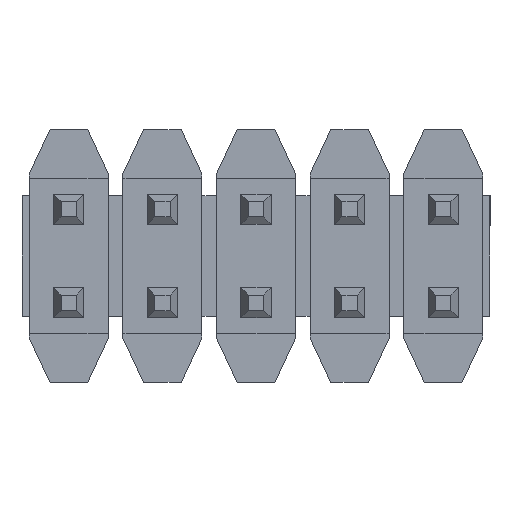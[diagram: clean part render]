
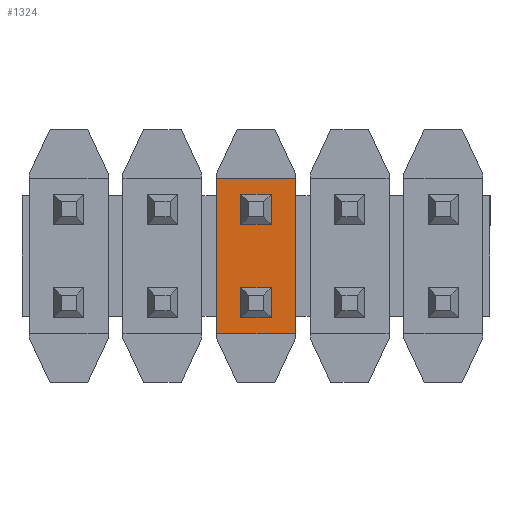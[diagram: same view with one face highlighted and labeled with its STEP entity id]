
A CAD part, front view. The second image highlights one B-rep face of the part: STEP entity #1324.
In plain terms, the highlighted planar face has unit normal (0, -1, 0).
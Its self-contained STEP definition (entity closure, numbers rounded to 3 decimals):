
#12 = EDGE_LOOP ( 'NONE', ( #1923, #3943, #3907, #306 ) ) ;
#26 = DIRECTION ( 'NONE',  ( 1., 0., 0. ) ) ;
#65 = PLANE ( 'NONE',  #1361 ) ;
#81 = CARTESIAN_POINT ( 'NONE',  ( 0.205, 0.25, -0.43 ) ) ;
#170 = CARTESIAN_POINT ( 'NONE',  ( -0.205, 0.25, -1.055 ) ) ;
#186 = VERTEX_POINT ( 'NONE', #2801 ) ;
#306 = ORIENTED_EDGE ( 'NONE', *, *, #3153, .F. ) ;
#337 = VERTEX_POINT ( 'NONE', #3873 ) ;
#432 = LINE ( 'NONE', #3553, #4442 ) ;
#437 = VERTEX_POINT ( 'NONE', #4217 ) ;
#451 = VECTOR ( 'NONE', #2191, 1000. ) ;
#475 = FACE_OUTER_BOUND ( 'NONE', #12, .T. ) ;
#524 = CARTESIAN_POINT ( 'NONE',  ( -0.205, 0.25, -0.84 ) ) ;
#771 = DIRECTION ( 'NONE',  ( 0., 0., 1. ) ) ;
#793 = EDGE_CURVE ( 'NONE', #4686, #437, #4437, .T. ) ;
#818 = CARTESIAN_POINT ( 'NONE',  ( -0.535, 0.25, -1.055 ) ) ;
#877 = DIRECTION ( 'NONE',  ( -1., 0., 0. ) ) ;
#1007 = CARTESIAN_POINT ( 'NONE',  ( 0.205, 0.25, -1.055 ) ) ;
#1060 = CARTESIAN_POINT ( 'NONE',  ( 0.535, 0.25, 1.055 ) ) ;
#1111 = VERTEX_POINT ( 'NONE', #818 ) ;
#1244 = CARTESIAN_POINT ( 'NONE',  ( 0.535, 0.25, -1.055 ) ) ;
#1324 = ADVANCED_FACE ( 'NONE', ( #3903, #4252, #475 ), #65, .F. ) ;
#1361 = AXIS2_PLACEMENT_3D ( 'NONE', #5141, #3461, #3050 ) ;
#1385 = ORIENTED_EDGE ( 'NONE', *, *, #3538, .T. ) ;
#1472 = ORIENTED_EDGE ( 'NONE', *, *, #4863, .T. ) ;
#1591 = CARTESIAN_POINT ( 'NONE',  ( 3.175, 0.25, -1.055 ) ) ;
#1609 = CARTESIAN_POINT ( 'NONE',  ( 0.205, 0.25, 0.84 ) ) ;
#1697 = VECTOR ( 'NONE', #877, 1000. ) ;
#1711 = EDGE_CURVE ( 'NONE', #2272, #186, #3273, .T. ) ;
#1715 = VERTEX_POINT ( 'NONE', #2273 ) ;
#1779 = VERTEX_POINT ( 'NONE', #1609 ) ;
#1834 = CARTESIAN_POINT ( 'NONE',  ( 3.175, 0.25, 1.055 ) ) ;
#1844 = DIRECTION ( 'NONE',  ( 1., 0., 0. ) ) ;
#1857 = CARTESIAN_POINT ( 'NONE',  ( 0.205, 0.25, 0.43 ) ) ;
#1885 = DIRECTION ( 'NONE',  ( -1., 0., 0. ) ) ;
#1904 = ORIENTED_EDGE ( 'NONE', *, *, #1711, .T. ) ;
#1923 = ORIENTED_EDGE ( 'NONE', *, *, #5402, .T. ) ;
#1960 = DIRECTION ( 'NONE',  ( 0., 0., -1. ) ) ;
#2021 = EDGE_CURVE ( 'NONE', #1715, #2272, #3267, .T. ) ;
#2071 = DIRECTION ( 'NONE',  ( -1., 0., 0. ) ) ;
#2138 = LINE ( 'NONE', #2509, #451 ) ;
#2191 = DIRECTION ( 'NONE',  ( 0., 0., 1. ) ) ;
#2272 = VERTEX_POINT ( 'NONE', #524 ) ;
#2273 = CARTESIAN_POINT ( 'NONE',  ( 0.205, 0.25, -0.84 ) ) ;
#2318 = ORIENTED_EDGE ( 'NONE', *, *, #3335, .T. ) ;
#2354 = VERTEX_POINT ( 'NONE', #1857 ) ;
#2359 = LINE ( 'NONE', #4466, #4720 ) ;
#2372 = EDGE_LOOP ( 'NONE', ( #4429, #1904, #5304, #1385 ) ) ;
#2391 = DIRECTION ( 'NONE',  ( -1., 0., 0. ) ) ;
#2423 = CARTESIAN_POINT ( 'NONE',  ( 3.175, 0.25, -0.84 ) ) ;
#2509 = CARTESIAN_POINT ( 'NONE',  ( -0.205, 0.25, -1.055 ) ) ;
#2577 = VERTEX_POINT ( 'NONE', #4455 ) ;
#2671 = VERTEX_POINT ( 'NONE', #1244 ) ;
#2692 = VECTOR ( 'NONE', #2391, 1000. ) ;
#2737 = ORIENTED_EDGE ( 'NONE', *, *, #4325, .T. ) ;
#2801 = CARTESIAN_POINT ( 'NONE',  ( -0.205, 0.25, -0.43 ) ) ;
#2839 = DIRECTION ( 'NONE',  ( 0., 0., -1. ) ) ;
#2885 = VECTOR ( 'NONE', #3539, 1000. ) ;
#2985 = LINE ( 'NONE', #3843, #3668 ) ;
#2999 = EDGE_CURVE ( 'NONE', #437, #1111, #4753, .T. ) ;
#3018 = CARTESIAN_POINT ( 'NONE',  ( -0.535, 0.25, -1.055 ) ) ;
#3050 = DIRECTION ( 'NONE',  ( 0., 0., 1. ) ) ;
#3110 = EDGE_CURVE ( 'NONE', #1779, #2354, #2359, .T. ) ;
#3153 = EDGE_CURVE ( 'NONE', #2671, #1111, #4116, .T. ) ;
#3194 = DIRECTION ( 'NONE',  ( 0., 0., 1. ) ) ;
#3267 = LINE ( 'NONE', #2423, #2692 ) ;
#3273 = LINE ( 'NONE', #170, #4313 ) ;
#3314 = VECTOR ( 'NONE', #3194, 1000. ) ;
#3335 = EDGE_CURVE ( 'NONE', #2577, #1779, #2985, .T. ) ;
#3441 = VERTEX_POINT ( 'NONE', #81 ) ;
#3461 = DIRECTION ( 'NONE',  ( 0., 1., 0. ) ) ;
#3538 = EDGE_CURVE ( 'NONE', #3441, #1715, #4894, .T. ) ;
#3539 = DIRECTION ( 'NONE',  ( 0., 0., -1. ) ) ;
#3553 = CARTESIAN_POINT ( 'NONE',  ( 3.175, 0.25, -0.43 ) ) ;
#3597 = CARTESIAN_POINT ( 'NONE',  ( 0.535, 0.25, -1.055 ) ) ;
#3668 = VECTOR ( 'NONE', #26, 1000. ) ;
#3843 = CARTESIAN_POINT ( 'NONE',  ( 3.175, 0.25, 0.84 ) ) ;
#3860 = CARTESIAN_POINT ( 'NONE',  ( 3.175, 0.25, 0.43 ) ) ;
#3873 = CARTESIAN_POINT ( 'NONE',  ( -0.205, 0.25, 0.43 ) ) ;
#3884 = ORIENTED_EDGE ( 'NONE', *, *, #3110, .T. ) ;
#3903 = FACE_BOUND ( 'NONE', #2372, .T. ) ;
#3907 = ORIENTED_EDGE ( 'NONE', *, *, #2999, .T. ) ;
#3943 = ORIENTED_EDGE ( 'NONE', *, *, #793, .T. ) ;
#4116 = LINE ( 'NONE', #1591, #4535 ) ;
#4217 = CARTESIAN_POINT ( 'NONE',  ( -0.535, 0.25, 1.055 ) ) ;
#4252 = FACE_BOUND ( 'NONE', #5113, .T. ) ;
#4313 = VECTOR ( 'NONE', #771, 1000. ) ;
#4325 = EDGE_CURVE ( 'NONE', #337, #2577, #2138, .T. ) ;
#4429 = ORIENTED_EDGE ( 'NONE', *, *, #2021, .T. ) ;
#4437 = LINE ( 'NONE', #1834, #5127 ) ;
#4442 = VECTOR ( 'NONE', #1844, 1000. ) ;
#4455 = CARTESIAN_POINT ( 'NONE',  ( -0.205, 0.25, 0.84 ) ) ;
#4466 = CARTESIAN_POINT ( 'NONE',  ( 0.205, 0.25, -1.055 ) ) ;
#4467 = LINE ( 'NONE', #3597, #3314 ) ;
#4535 = VECTOR ( 'NONE', #2071, 1000. ) ;
#4587 = VECTOR ( 'NONE', #1960, 1000. ) ;
#4686 = VERTEX_POINT ( 'NONE', #1060 ) ;
#4720 = VECTOR ( 'NONE', #2839, 1000. ) ;
#4753 = LINE ( 'NONE', #3018, #2885 ) ;
#4863 = EDGE_CURVE ( 'NONE', #2354, #337, #5124, .T. ) ;
#4894 = LINE ( 'NONE', #1007, #4587 ) ;
#4988 = EDGE_CURVE ( 'NONE', #186, #3441, #432, .T. ) ;
#5113 = EDGE_LOOP ( 'NONE', ( #3884, #1472, #2737, #2318 ) ) ;
#5124 = LINE ( 'NONE', #3860, #1697 ) ;
#5127 = VECTOR ( 'NONE', #1885, 1000. ) ;
#5141 = CARTESIAN_POINT ( 'NONE',  ( 3.175, 0.25, -1.055 ) ) ;
#5304 = ORIENTED_EDGE ( 'NONE', *, *, #4988, .T. ) ;
#5402 = EDGE_CURVE ( 'NONE', #2671, #4686, #4467, .T. ) ;
